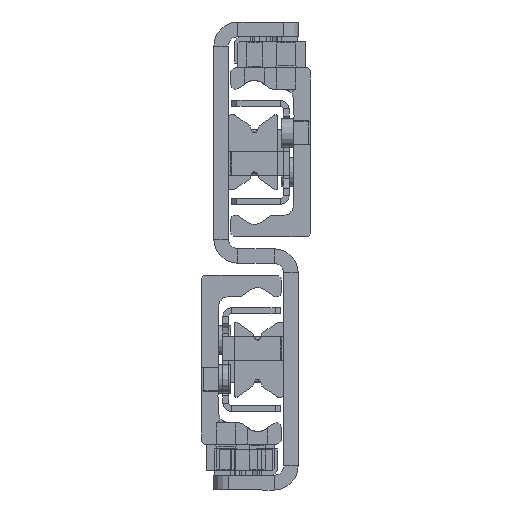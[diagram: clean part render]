
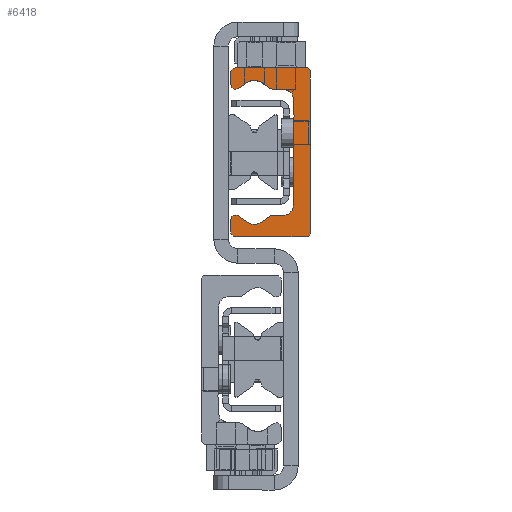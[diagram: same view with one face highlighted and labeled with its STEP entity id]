
A CAD part, left-side view. The second image highlights one B-rep face of the part: STEP entity #6418.
In plain terms, the highlighted planar face has unit normal (-1, 0, 0).
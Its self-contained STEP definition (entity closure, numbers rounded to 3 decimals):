
#5164=CARTESIAN_POINT('',(0.0,4.75,-11.1));
#5165=VERTEX_POINT('',#5164);
#5172=CARTESIAN_POINT('',(0.0,2.75,-13.1));
#5173=VERTEX_POINT('',#5172);
#5174=CARTESIAN_POINT('',(0.0,2.75,-11.1));
#5175=DIRECTION('',(-1.0,0.0,0.0));
#5176=DIRECTION('',(0.0,0.0,1.0));
#5177=AXIS2_PLACEMENT_3D('',#5174,#5175,#5176);
#5178=CIRCLE('',#5177,2.);
#5179=EDGE_CURVE('',#5165,#5173,#5178,.T.);
#5368=CARTESIAN_POINT('',(0.0,-0.14,-13.281));
#5369=VERTEX_POINT('',#5368);
#5376=CARTESIAN_POINT('',(0.0,-1.916,-14.524));
#5377=VERTEX_POINT('',#5376);
#5378=CARTESIAN_POINT('',(0.0,-0.14,-13.281));
#5379=DIRECTION('',(0.0,-0.819,-0.574));
#5380=VECTOR('',#5379,2.168);
#5381=LINE('',#5378,#5380);
#5382=EDGE_CURVE('',#5369,#5377,#5381,.T.);
#5507=CARTESIAN_POINT('',(0.0,8.25,16.85));
#5508=VERTEX_POINT('',#5507);
#5515=CARTESIAN_POINT('',(0.0,7.6,17.5));
#5516=VERTEX_POINT('',#5515);
#5517=CARTESIAN_POINT('',(0.0,7.6,16.85));
#5518=DIRECTION('',(1.0,0.0,0.0));
#5519=DIRECTION('',(0.0,1.0,0.0));
#5520=AXIS2_PLACEMENT_3D('',#5517,#5518,#5519);
#5521=CIRCLE('',#5520,0.65);
#5522=EDGE_CURVE('',#5508,#5516,#5521,.T.);
#5546=CARTESIAN_POINT('',(0.0,8.25,-16.85));
#5547=VERTEX_POINT('',#5546);
#5554=CARTESIAN_POINT('',(0.0,8.25,-16.85));
#5555=DIRECTION('',(0.0,0.0,1.0));
#5556=VECTOR('',#5555,33.7);
#5557=LINE('',#5554,#5556);
#5558=EDGE_CURVE('',#5547,#5508,#5557,.T.);
#5644=CARTESIAN_POINT('',(0.0,7.6,-17.5));
#5645=VERTEX_POINT('',#5644);
#5652=CARTESIAN_POINT('',(0.0,7.6,-16.85));
#5653=DIRECTION('',(1.0,0.0,0.0));
#5654=DIRECTION('',(0.0,0.0,-1.0));
#5655=AXIS2_PLACEMENT_3D('',#5652,#5653,#5654);
#5656=CIRCLE('',#5655,0.65);
#5657=EDGE_CURVE('',#5645,#5547,#5656,.T.);
#5676=CARTESIAN_POINT('',(0.0,-7.25,-17.5));
#5677=VERTEX_POINT('',#5676);
#5684=CARTESIAN_POINT('',(0.0,-7.25,-17.5));
#5685=DIRECTION('',(0.0,1.0,0.0));
#5686=VECTOR('',#5685,14.85);
#5687=LINE('',#5684,#5686);
#5688=EDGE_CURVE('',#5677,#5645,#5687,.T.);
#5720=CARTESIAN_POINT('',(0.0,-8.25,-16.5));
#5721=VERTEX_POINT('',#5720);
#5728=CARTESIAN_POINT('',(0.0,-7.25,-16.5));
#5729=DIRECTION('',(1.0,0.0,0.0));
#5730=DIRECTION('',(0.0,-1.0,0.0));
#5731=AXIS2_PLACEMENT_3D('',#5728,#5729,#5730);
#5732=CIRCLE('',#5731,1.);
#5733=EDGE_CURVE('',#5721,#5677,#5732,.T.);
#5752=CARTESIAN_POINT('',(0.0,-8.25,-13.98));
#5753=VERTEX_POINT('',#5752);
#5760=CARTESIAN_POINT('',(0.0,-8.25,-13.98));
#5761=DIRECTION('',(0.0,0.0,-1.0));
#5762=VECTOR('',#5761,2.52);
#5763=LINE('',#5760,#5762);
#5764=EDGE_CURVE('',#5753,#5721,#5763,.T.);
#5784=CARTESIAN_POINT('',(0.0,-6.708,-13.177));
#5785=VERTEX_POINT('',#5784);
#5792=CARTESIAN_POINT('',(0.0,-7.27,-13.98));
#5793=DIRECTION('',(1.0,0.0,0.0));
#5794=DIRECTION('',(0.0,0.574,0.819));
#5795=AXIS2_PLACEMENT_3D('',#5792,#5793,#5794);
#5796=CIRCLE('',#5795,0.98);
#5797=EDGE_CURVE('',#5785,#5753,#5796,.T.);
#5809=CARTESIAN_POINT('',(0.0,-4.784,-14.524));
#5810=VERTEX_POINT('',#5809);
#5817=CARTESIAN_POINT('',(0.0,-4.784,-14.524));
#5818=DIRECTION('',(0.0,-0.819,0.574));
#5819=VECTOR('',#5818,2.349);
#5820=LINE('',#5817,#5819);
#5821=EDGE_CURVE('',#5810,#5785,#5820,.T.);
#5843=CARTESIAN_POINT('',(0.0,-3.35,-12.477));
#5844=DIRECTION('',(-1.0,0.0,0.0));
#5845=DIRECTION('',(0.0,0.574,0.819));
#5846=AXIS2_PLACEMENT_3D('',#5843,#5844,#5845);
#5847=CIRCLE('',#5846,2.5);
#5848=EDGE_CURVE('',#5377,#5810,#5847,.T.);
#5868=CARTESIAN_POINT('',(0.0,0.433,-13.1));
#5869=VERTEX_POINT('',#5868);
#5876=CARTESIAN_POINT('',(0.0,0.433,-14.1));
#5877=DIRECTION('',(1.0,0.0,0.0));
#5878=DIRECTION('',(0.0,0.0,1.0));
#5879=AXIS2_PLACEMENT_3D('',#5876,#5877,#5878);
#5880=CIRCLE('',#5879,1.);
#5881=EDGE_CURVE('',#5869,#5369,#5880,.T.);
#5896=CARTESIAN_POINT('',(0.0,2.75,-13.1));
#5897=DIRECTION('',(0.0,-1.0,0.0));
#5898=VECTOR('',#5897,2.317);
#5899=LINE('',#5896,#5898);
#5900=EDGE_CURVE('',#5173,#5869,#5899,.T.);
#5926=CARTESIAN_POINT('',(0.0,4.75,-7.75));
#5927=VERTEX_POINT('',#5926);
#5934=CARTESIAN_POINT('',(0.0,4.75,-7.75));
#5935=DIRECTION('',(0.0,0.0,-1.0));
#5936=VECTOR('',#5935,3.35);
#5937=LINE('',#5934,#5936);
#5938=EDGE_CURVE('',#5927,#5165,#5937,.T.);
#5958=CARTESIAN_POINT('',(0.0,4.75,-7.25));
#5959=VERTEX_POINT('',#5958);
#5966=CARTESIAN_POINT('',(0.0,4.75,-7.5));
#5967=DIRECTION('',(-1.0,0.0,0.0));
#5968=DIRECTION('',(0.0,0.0,1.0));
#5969=AXIS2_PLACEMENT_3D('',#5966,#5967,#5968);
#5970=CIRCLE('',#5969,0.25);
#5971=EDGE_CURVE('',#5959,#5927,#5970,.T.);
#5990=CARTESIAN_POINT('',(0.0,4.75,11.1));
#5991=VERTEX_POINT('',#5990);
#5998=CARTESIAN_POINT('',(0.0,4.75,11.1));
#5999=DIRECTION('',(0.0,0.0,-1.0));
#6000=VECTOR('',#5999,18.35);
#6001=LINE('',#5998,#6000);
#6002=EDGE_CURVE('',#5991,#5959,#6001,.T.);
#6088=CARTESIAN_POINT('',(0.0,2.75,13.1));
#6089=VERTEX_POINT('',#6088);
#6096=CARTESIAN_POINT('',(0.0,2.75,11.1));
#6097=DIRECTION('',(-1.0,0.0,0.0));
#6098=DIRECTION('',(0.0,-1.0,0.0));
#6099=AXIS2_PLACEMENT_3D('',#6096,#6097,#6098);
#6100=CIRCLE('',#6099,2.);
#6101=EDGE_CURVE('',#6089,#5991,#6100,.T.);
#6120=CARTESIAN_POINT('',(0.0,0.433,13.1));
#6121=VERTEX_POINT('',#6120);
#6128=CARTESIAN_POINT('',(0.0,0.433,13.1));
#6129=DIRECTION('',(0.0,1.0,0.0));
#6130=VECTOR('',#6129,2.317);
#6131=LINE('',#6128,#6130);
#6132=EDGE_CURVE('',#6121,#6089,#6131,.T.);
#6152=CARTESIAN_POINT('',(0.0,-0.14,13.281));
#6153=VERTEX_POINT('',#6152);
#6160=CARTESIAN_POINT('',(0.0,0.433,14.1));
#6161=DIRECTION('',(1.0,0.0,0.0));
#6162=DIRECTION('',(0.0,-0.574,-0.819));
#6163=AXIS2_PLACEMENT_3D('',#6160,#6161,#6162);
#6164=CIRCLE('',#6163,1.);
#6165=EDGE_CURVE('',#6153,#6121,#6164,.T.);
#6184=CARTESIAN_POINT('',(0.0,-1.916,14.524));
#6185=VERTEX_POINT('',#6184);
#6192=CARTESIAN_POINT('',(0.0,-1.916,14.524));
#6193=DIRECTION('',(0.0,0.819,-0.574));
#6194=VECTOR('',#6193,2.168);
#6195=LINE('',#6192,#6194);
#6196=EDGE_CURVE('',#6185,#6153,#6195,.T.);
#6216=CARTESIAN_POINT('',(0.0,-4.784,14.524));
#6217=VERTEX_POINT('',#6216);
#6224=CARTESIAN_POINT('',(0.0,-3.35,12.477));
#6225=DIRECTION('',(-1.0,0.0,0.0));
#6226=DIRECTION('',(0.0,-0.574,-0.819));
#6227=AXIS2_PLACEMENT_3D('',#6224,#6225,#6226);
#6228=CIRCLE('',#6227,2.5);
#6229=EDGE_CURVE('',#6217,#6185,#6228,.T.);
#6248=CARTESIAN_POINT('',(0.0,-6.708,13.177));
#6249=VERTEX_POINT('',#6248);
#6256=CARTESIAN_POINT('',(0.0,-6.708,13.177));
#6257=DIRECTION('',(0.0,0.819,0.574));
#6258=VECTOR('',#6257,2.349);
#6259=LINE('',#6256,#6258);
#6260=EDGE_CURVE('',#6249,#6217,#6259,.T.);
#6280=CARTESIAN_POINT('',(0.0,-8.25,13.98));
#6281=VERTEX_POINT('',#6280);
#6288=CARTESIAN_POINT('',(0.0,-7.27,13.98));
#6289=DIRECTION('',(1.0,0.0,0.0));
#6290=DIRECTION('',(0.0,-1.0,0.0));
#6291=AXIS2_PLACEMENT_3D('',#6288,#6289,#6290);
#6292=CIRCLE('',#6291,0.98);
#6293=EDGE_CURVE('',#6281,#6249,#6292,.T.);
#6312=CARTESIAN_POINT('',(0.0,-8.25,16.5));
#6313=VERTEX_POINT('',#6312);
#6320=CARTESIAN_POINT('',(0.0,-8.25,16.5));
#6321=DIRECTION('',(0.0,0.0,-1.0));
#6322=VECTOR('',#6321,2.52);
#6323=LINE('',#6320,#6322);
#6324=EDGE_CURVE('',#6313,#6281,#6323,.T.);
#6344=CARTESIAN_POINT('',(0.0,-7.25,17.5));
#6345=VERTEX_POINT('',#6344);
#6352=CARTESIAN_POINT('',(0.0,-7.25,16.5));
#6353=DIRECTION('',(1.0,0.0,0.0));
#6354=DIRECTION('',(0.0,0.0,1.0));
#6355=AXIS2_PLACEMENT_3D('',#6352,#6353,#6354);
#6356=CIRCLE('',#6355,1.);
#6357=EDGE_CURVE('',#6345,#6313,#6356,.T.);
#6375=CARTESIAN_POINT('',(0.0,7.6,17.5));
#6376=DIRECTION('',(0.0,-1.0,0.0));
#6377=VECTOR('',#6376,14.85);
#6378=LINE('',#6375,#6377);
#6379=EDGE_CURVE('',#5516,#6345,#6378,.T.);
#6385=CARTESIAN_POINT('',(0.0,2.258,-0.017));
#6386=DIRECTION('',(1.0,0.0,0.0));
#6387=DIRECTION('',(0.0,0.0,-1.0));
#6388=AXIS2_PLACEMENT_3D('',#6385,#6386,#6387);
#6389=PLANE('',#6388);
#6390=ORIENTED_EDGE('',*,*,#6379,.F.);
#6391=ORIENTED_EDGE('',*,*,#5522,.F.);
#6392=ORIENTED_EDGE('',*,*,#5558,.F.);
#6393=ORIENTED_EDGE('',*,*,#5657,.F.);
#6394=ORIENTED_EDGE('',*,*,#5688,.F.);
#6395=ORIENTED_EDGE('',*,*,#5733,.F.);
#6396=ORIENTED_EDGE('',*,*,#5764,.F.);
#6397=ORIENTED_EDGE('',*,*,#5797,.F.);
#6398=ORIENTED_EDGE('',*,*,#5821,.F.);
#6399=ORIENTED_EDGE('',*,*,#5848,.F.);
#6400=ORIENTED_EDGE('',*,*,#5382,.F.);
#6401=ORIENTED_EDGE('',*,*,#5881,.F.);
#6402=ORIENTED_EDGE('',*,*,#5900,.F.);
#6403=ORIENTED_EDGE('',*,*,#5179,.F.);
#6404=ORIENTED_EDGE('',*,*,#5938,.F.);
#6405=ORIENTED_EDGE('',*,*,#5971,.F.);
#6406=ORIENTED_EDGE('',*,*,#6002,.F.);
#6407=ORIENTED_EDGE('',*,*,#6101,.F.);
#6408=ORIENTED_EDGE('',*,*,#6132,.F.);
#6409=ORIENTED_EDGE('',*,*,#6165,.F.);
#6410=ORIENTED_EDGE('',*,*,#6196,.F.);
#6411=ORIENTED_EDGE('',*,*,#6229,.F.);
#6412=ORIENTED_EDGE('',*,*,#6260,.F.);
#6413=ORIENTED_EDGE('',*,*,#6293,.F.);
#6414=ORIENTED_EDGE('',*,*,#6324,.F.);
#6415=ORIENTED_EDGE('',*,*,#6357,.F.);
#6416=EDGE_LOOP('',(#6390,#6391,#6392,#6393,#6394,#6395,#6396,#6397,#6398,#6399,#6400,#6401,#6402,#6403,#6404,#6405,#6406,#6407,#6408,#6409,#6410,#6411,#6412,#6413,#6414,#6415));
#6417=FACE_OUTER_BOUND('',#6416,.T.);
#6418=ADVANCED_FACE('',(#6417),#6389,.F.);
